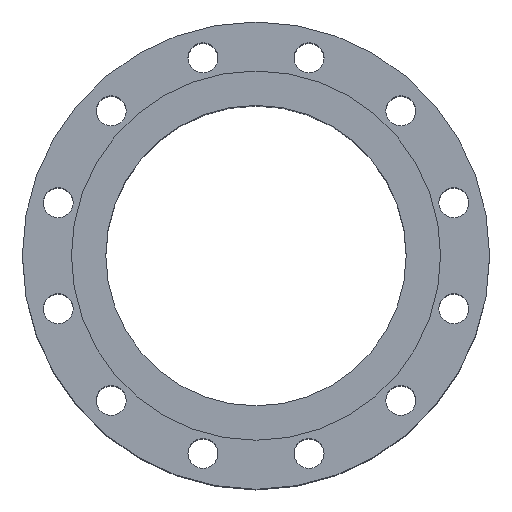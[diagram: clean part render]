
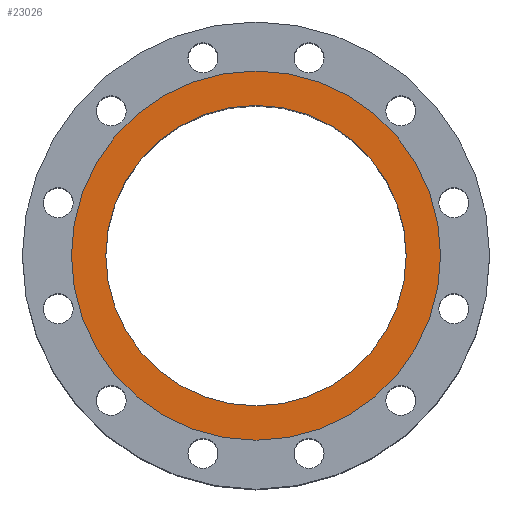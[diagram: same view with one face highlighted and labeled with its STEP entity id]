
A CAD part, top view. The second image highlights one B-rep face of the part: STEP entity #23026.
In plain terms, the highlighted planar face has unit normal (0, 0, 1).
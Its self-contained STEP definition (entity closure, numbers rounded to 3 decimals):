
#252 = DIRECTION ( 'NONE',  ( 0., 0., 1. ) ) ;
#3242 = CARTESIAN_POINT ( 'NONE',  ( 160., 0., 0. ) ) ;
#3374 = VERTEX_POINT ( 'NONE', #18815 ) ;
#4789 = CARTESIAN_POINT ( 'NONE',  ( 0., 0., 0. ) ) ;
#6115 = AXIS2_PLACEMENT_3D ( 'NONE', #7338, #27753, #16273 ) ;
#7338 = CARTESIAN_POINT ( 'NONE',  ( 0., 160., 0. ) ) ;
#7791 = EDGE_LOOP ( 'NONE', ( #17002, #20718 ) ) ;
#7965 = AXIS2_PLACEMENT_3D ( 'NONE', #4789, #8842, #13876 ) ;
#8266 = EDGE_LOOP ( 'NONE', ( #25443, #12027 ) ) ;
#8671 = AXIS2_PLACEMENT_3D ( 'NONE', #26173, #27059, #20055 ) ;
#8842 = DIRECTION ( 'NONE',  ( 0., 0., 1. ) ) ;
#9495 = EDGE_CURVE ( 'NONE', #3374, #15992, #18648, .T. ) ;
#9833 = EDGE_CURVE ( 'NONE', #28451, #24258, #29128, .T. ) ;
#12027 = ORIENTED_EDGE ( 'NONE', *, *, #9495, .T. ) ;
#12711 = CIRCLE ( 'NONE', #26991, 130.2 ) ;
#13876 = DIRECTION ( 'NONE',  ( 1., 0., 0. ) ) ;
#14243 = CARTESIAN_POINT ( 'NONE',  ( 130.2, 0., 0. ) ) ;
#14465 = PLANE ( 'NONE',  #6115 ) ;
#15016 = DIRECTION ( 'NONE',  ( 1., 0., 0. ) ) ;
#15894 = CARTESIAN_POINT ( 'NONE',  ( 0., 0., 0. ) ) ;
#15992 = VERTEX_POINT ( 'NONE', #3242 ) ;
#16273 = DIRECTION ( 'NONE',  ( -1., 0., 0. ) ) ;
#17002 = ORIENTED_EDGE ( 'NONE', *, *, #9833, .F. ) ;
#17257 = DIRECTION ( 'NONE',  ( 0., 0., 1. ) ) ;
#17376 = CARTESIAN_POINT ( 'NONE',  ( -130.2, 0., 0. ) ) ;
#18027 = EDGE_CURVE ( 'NONE', #24258, #28451, #12711, .T. ) ;
#18507 = CARTESIAN_POINT ( 'NONE',  ( 0., 0., 0. ) ) ;
#18648 = CIRCLE ( 'NONE', #28184, 160. ) ;
#18815 = CARTESIAN_POINT ( 'NONE',  ( -160., 0., 0. ) ) ;
#20055 = DIRECTION ( 'NONE',  ( 1., 0., 0. ) ) ;
#20531 = DIRECTION ( 'NONE',  ( 1., 0., 0. ) ) ;
#20718 = ORIENTED_EDGE ( 'NONE', *, *, #18027, .F. ) ;
#23026 = ADVANCED_FACE ( 'NONE', ( #25810, #23434 ), #14465, .F. ) ;
#23434 = FACE_OUTER_BOUND ( 'NONE', #8266, .T. ) ;
#24258 = VERTEX_POINT ( 'NONE', #17376 ) ;
#25443 = ORIENTED_EDGE ( 'NONE', *, *, #28982, .T. ) ;
#25581 = CIRCLE ( 'NONE', #7965, 160. ) ;
#25810 = FACE_BOUND ( 'NONE', #7791, .T. ) ;
#26173 = CARTESIAN_POINT ( 'NONE',  ( 0., 0., 0. ) ) ;
#26991 = AXIS2_PLACEMENT_3D ( 'NONE', #15894, #252, #20531 ) ;
#27059 = DIRECTION ( 'NONE',  ( 0., 0., 1. ) ) ;
#27753 = DIRECTION ( 'NONE',  ( 0., 0., -1. ) ) ;
#28184 = AXIS2_PLACEMENT_3D ( 'NONE', #18507, #17257, #15016 ) ;
#28451 = VERTEX_POINT ( 'NONE', #14243 ) ;
#28982 = EDGE_CURVE ( 'NONE', #15992, #3374, #25581, .T. ) ;
#29128 = CIRCLE ( 'NONE', #8671, 130.2 ) ;
